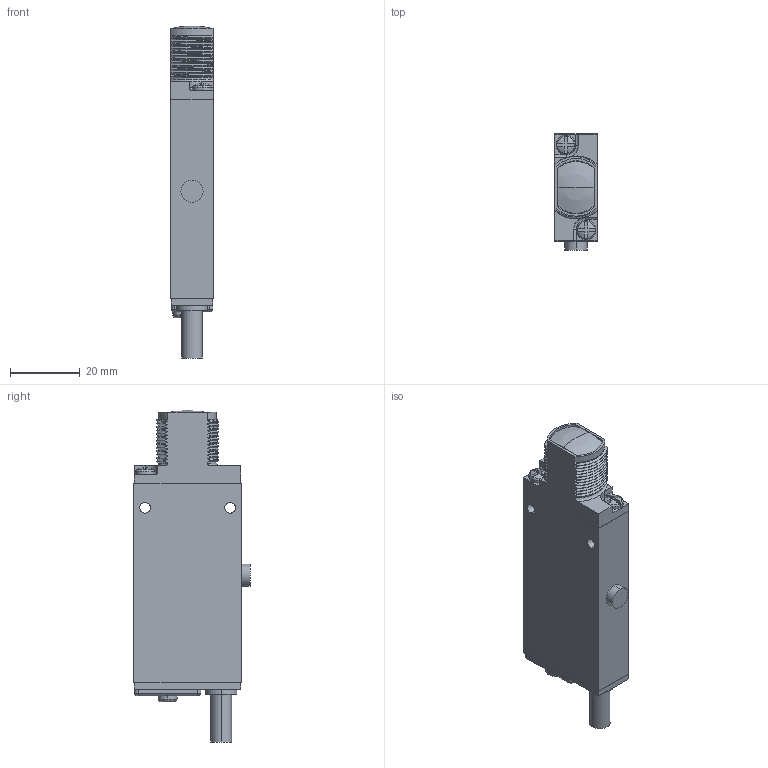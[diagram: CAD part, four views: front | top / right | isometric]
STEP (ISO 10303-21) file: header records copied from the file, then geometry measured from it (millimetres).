
FILE_DESCRIPTION((''),'2;1');
FILE_NAME('155297_SM01_ASM','2025-10-10T16:10:38',('banengservice'),('BANNER ENGINEERING'),'CREO PARAMETRIC BY PTC INC, 2022414','CREO PARAMETRIC BY PTC INC, 2022414','');
FILE_SCHEMA(('CONFIG_CONTROL_DESIGN'));
Products named in the file (3): 155297_EP01; 09460_WEB; 155297_SM01_ASM
Assembly tree (2 placements, depth 2):
  155297_SM01_ASM
    155297_EP01
    09460_WEB
Bounding box: 12.19 x 33.27 x 95.12 mm (x, y, z)
Volume: 28287.1 mm3; surface area: 8958.2 mm2
Topology: 2 solids, 2 shells, 258 faces, 701 edges, 459 vertices
Faces by surface type: bspline 85, cylinder 76, plane 71, torus 10, sphere 10, cone 6
Entity records: 12887 total; most frequent: CARTESIAN_POINT 6868, ORIENTED_EDGE 1398, DIRECTION 982, EDGE_CURVE 699, VERTEX_POINT 459, AXIS2_PLACEMENT_3D 346, VECTOR 290, LINE 290
